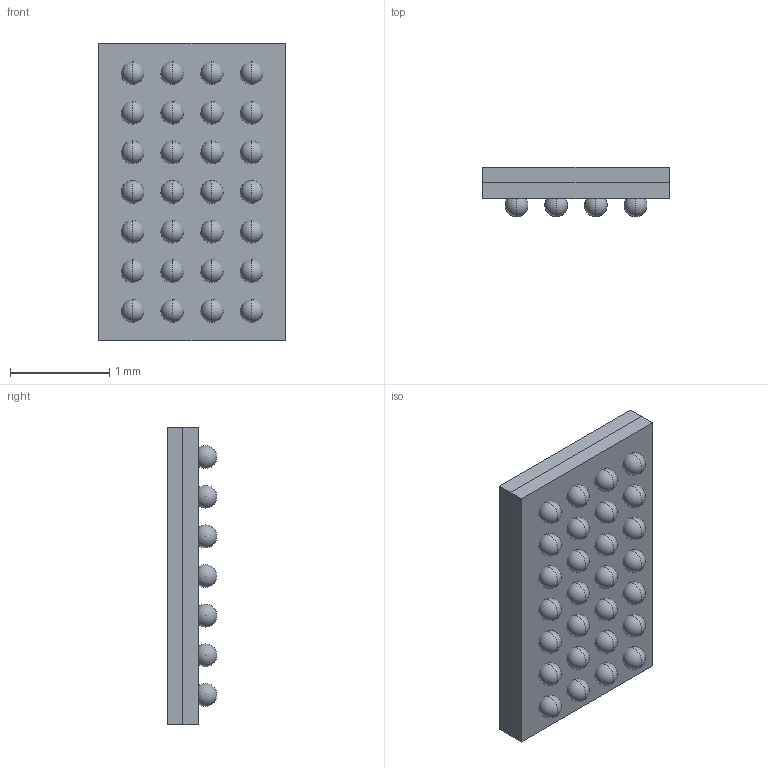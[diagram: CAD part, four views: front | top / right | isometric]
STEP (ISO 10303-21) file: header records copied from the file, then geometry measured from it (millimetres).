
FILE_DESCRIPTION (( 'STEP AP214' ), '1' );
FILE_NAME ( 'BGA28CP40_7X4_300X188X50B23.step', '2019-07-27T16:17:05', ( '' ), ( '' ), 'Part was generated with the free Library Expert Lite available at www.PCBLibraries.com. Removing line will violate the End User License Agreement.', '©2017 PCB Libraries, Inc.', '' );
FILE_SCHEMA (( 'AUTOMOTIVE_DESIGN' ));
Length unit declared in the file: millimetre
Products named in the file (1): BGA28CP40_7X4_300X188X50B23
Bounding box: 1.88 x 0.5 x 3.01 mm (x, y, z)
Volume: 2 mm3; surface area: 30.4 mm2
Topology: 30 solids, 30 shells, 71 faces, 226 edges, 160 vertices
Faces by surface type: sphere 56, plane 13, torus 2
Entity records: 1994 total; most frequent: DIRECTION 292, CARTESIAN_POINT 234, ORIENTED_EDGE 172, AXIS2_PLACEMENT_3D 134, STYLED_ITEM 102, PRESENTATION_LAYER_ASSIGNMENT 102, MECHANICAL_DESIGN_GEOMETRIC_PRESENTATION_REPRESENTATION 102, EDGE_CURVE 86
